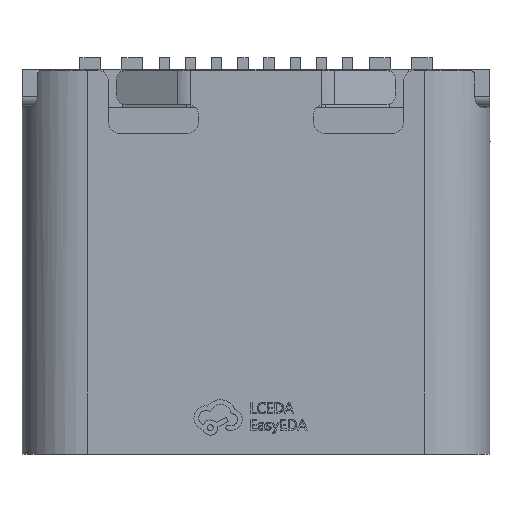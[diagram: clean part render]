
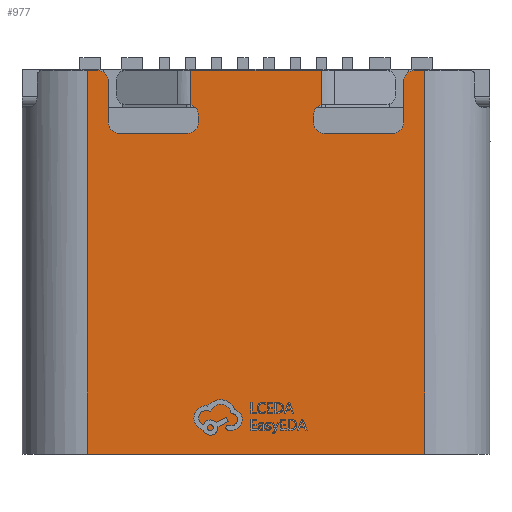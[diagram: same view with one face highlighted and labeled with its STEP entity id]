
A CAD part, top view. The second image highlights one B-rep face of the part: STEP entity #977.
In plain terms, the highlighted planar face has unit normal (0, 0, 1).
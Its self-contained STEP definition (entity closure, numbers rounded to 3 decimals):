
#735 = VERTEX_POINT('',#736);
#736 = CARTESIAN_POINT('',(1.1,1.49,3.26)
  );
#742 = EDGE_CURVE('',#743,#735,#745,.T.);
#743 = VERTEX_POINT('',#744);
#744 = CARTESIAN_POINT('',(1.1,1.34,3.26)
  );
#745 = LINE('',#746,#747);
#746 = CARTESIAN_POINT('',(1.1,1.14,3.26)
  );
#747 = VECTOR('',#748,1.);
#748 = DIRECTION('',(0.,1.,0.));
#767 = VERTEX_POINT('',#768);
#768 = CARTESIAN_POINT('',(3.22,2.34,3.26)
  );
#801 = VERTEX_POINT('',#802);
#802 = CARTESIAN_POINT('',(3.02,2.34,3.26)
  );
#808 = EDGE_CURVE('',#767,#801,#809,.T.);
#809 = LINE('',#810,#811);
#810 = CARTESIAN_POINT('',(-3.22,2.34,3.26)
  );
#811 = VECTOR('',#812,1.);
#812 = DIRECTION('',(-1.,0.,0.));
#977 = ADVANCED_FACE('',(#978),#1146,.T.);
#978 = FACE_BOUND('',#979,.T.);
#979 = EDGE_LOOP('',(#980,#990,#998,#1007,#1015,#1024,#1032,#1041,#1049,
    #1058,#1066,#1074,#1082,#1088,#1089,#1098,#1106,#1115,#1123,#1130,
    #1131,#1140));
#980 = ORIENTED_EDGE('',*,*,#981,.T.);
#981 = EDGE_CURVE('',#982,#984,#986,.T.);
#982 = VERTEX_POINT('',#983);
#983 = CARTESIAN_POINT('',(1.246,2.34,3.26)
  );
#984 = VERTEX_POINT('',#985);
#985 = CARTESIAN_POINT('',(-1.246,2.34,3.26
    ));
#986 = LINE('',#987,#988);
#987 = CARTESIAN_POINT('',(-1.1,2.34,3.26
    ));
#988 = VECTOR('',#989,1.);
#989 = DIRECTION('',(-1.,0.,0.));
#990 = ORIENTED_EDGE('',*,*,#991,.F.);
#991 = EDGE_CURVE('',#992,#984,#994,.T.);
#992 = VERTEX_POINT('',#993);
#993 = CARTESIAN_POINT('',(-1.246,1.683,3.26
    ));
#994 = LINE('',#995,#996);
#995 = CARTESIAN_POINT('',(-1.246,1.69,3.26
    ));
#996 = VECTOR('',#997,1.);
#997 = DIRECTION('',(0.,1.,0.));
#998 = ORIENTED_EDGE('',*,*,#999,.F.);
#999 = EDGE_CURVE('',#1000,#992,#1002,.T.);
#1000 = VERTEX_POINT('',#1001);
#1001 = CARTESIAN_POINT('',(-1.1,1.49,
    3.26));
#1002 = CIRCLE('',#1003,0.2);
#1003 = AXIS2_PLACEMENT_3D('',#1004,#1005,#1006);
#1004 = CARTESIAN_POINT('',(-1.3,1.49,
    3.26));
#1005 = DIRECTION('',(0.,0.,1.));
#1006 = DIRECTION('',(0.,-1.,0.));
#1007 = ORIENTED_EDGE('',*,*,#1008,.F.);
#1008 = EDGE_CURVE('',#1009,#1000,#1011,.T.);
#1009 = VERTEX_POINT('',#1010);
#1010 = CARTESIAN_POINT('',(-1.1,1.34,
    3.26));
#1011 = LINE('',#1012,#1013);
#1012 = CARTESIAN_POINT('',(-1.1,1.14,
    3.26));
#1013 = VECTOR('',#1014,1.);
#1014 = DIRECTION('',(0.,1.,0.));
#1015 = ORIENTED_EDGE('',*,*,#1016,.F.);
#1016 = EDGE_CURVE('',#1017,#1009,#1019,.T.);
#1017 = VERTEX_POINT('',#1018);
#1018 = CARTESIAN_POINT('',(-1.3,1.14,
    3.26));
#1019 = CIRCLE('',#1020,0.2);
#1020 = AXIS2_PLACEMENT_3D('',#1021,#1022,#1023);
#1021 = CARTESIAN_POINT('',(-1.3,1.34,
    3.26));
#1022 = DIRECTION('',(0.,0.,1.));
#1023 = DIRECTION('',(0.,-1.,0.));
#1024 = ORIENTED_EDGE('',*,*,#1025,.T.);
#1025 = EDGE_CURVE('',#1017,#1026,#1028,.T.);
#1026 = VERTEX_POINT('',#1027);
#1027 = CARTESIAN_POINT('',(-2.62,1.14,
    3.26));
#1028 = LINE('',#1029,#1030);
#1029 = CARTESIAN_POINT('',(-2.82,1.14,
    3.26));
#1030 = VECTOR('',#1031,1.);
#1031 = DIRECTION('',(-1.,0.,0.));
#1032 = ORIENTED_EDGE('',*,*,#1033,.F.);
#1033 = EDGE_CURVE('',#1034,#1026,#1036,.T.);
#1034 = VERTEX_POINT('',#1035);
#1035 = CARTESIAN_POINT('',(-2.82,1.34,
    3.26));
#1036 = CIRCLE('',#1037,0.2);
#1037 = AXIS2_PLACEMENT_3D('',#1038,#1039,#1040);
#1038 = CARTESIAN_POINT('',(-2.62,1.34,
    3.26));
#1039 = DIRECTION('',(0.,0.,1.));
#1040 = DIRECTION('',(0.,-1.,0.));
#1041 = ORIENTED_EDGE('',*,*,#1042,.T.);
#1042 = EDGE_CURVE('',#1034,#1043,#1045,.T.);
#1043 = VERTEX_POINT('',#1044);
#1044 = CARTESIAN_POINT('',(-2.82,2.14,
    3.26));
#1045 = LINE('',#1046,#1047);
#1046 = CARTESIAN_POINT('',(-2.82,2.34,
    3.26));
#1047 = VECTOR('',#1048,1.);
#1048 = DIRECTION('',(0.,1.,0.));
#1049 = ORIENTED_EDGE('',*,*,#1050,.F.);
#1050 = EDGE_CURVE('',#1051,#1043,#1053,.T.);
#1051 = VERTEX_POINT('',#1052);
#1052 = CARTESIAN_POINT('',(-3.02,2.34,
    3.26));
#1053 = CIRCLE('',#1054,0.2);
#1054 = AXIS2_PLACEMENT_3D('',#1055,#1056,#1057);
#1055 = CARTESIAN_POINT('',(-3.02,2.14,
    3.26));
#1056 = DIRECTION('',(0.,0.,-1.));
#1057 = DIRECTION('',(0.,-1.,0.));
#1058 = ORIENTED_EDGE('',*,*,#1059,.F.);
#1059 = EDGE_CURVE('',#1060,#1051,#1062,.T.);
#1060 = VERTEX_POINT('',#1061);
#1061 = CARTESIAN_POINT('',(-3.22,2.34,3.26
    ));
#1062 = LINE('',#1063,#1064);
#1063 = CARTESIAN_POINT('',(3.22,2.34,3.26)
  );
#1064 = VECTOR('',#1065,1.);
#1065 = DIRECTION('',(1.,0.,0.));
#1066 = ORIENTED_EDGE('',*,*,#1067,.T.);
#1067 = EDGE_CURVE('',#1060,#1068,#1070,.T.);
#1068 = VERTEX_POINT('',#1069);
#1069 = CARTESIAN_POINT('',(-3.22,-4.99,
    3.26));
#1070 = LINE('',#1071,#1072);
#1071 = CARTESIAN_POINT('',(-3.22,2.34,3.26
    ));
#1072 = VECTOR('',#1073,1.);
#1073 = DIRECTION('',(0.,-1.,0.));
#1074 = ORIENTED_EDGE('',*,*,#1075,.F.);
#1075 = EDGE_CURVE('',#1076,#1068,#1078,.T.);
#1076 = VERTEX_POINT('',#1077);
#1077 = CARTESIAN_POINT('',(3.22,-4.99,3.26
    ));
#1078 = LINE('',#1079,#1080);
#1079 = CARTESIAN_POINT('',(-3.22,-4.99,
    3.26));
#1080 = VECTOR('',#1081,1.);
#1081 = DIRECTION('',(-1.,0.,0.));
#1082 = ORIENTED_EDGE('',*,*,#1083,.F.);
#1083 = EDGE_CURVE('',#767,#1076,#1084,.T.);
#1084 = LINE('',#1085,#1086);
#1085 = CARTESIAN_POINT('',(3.22,2.34,3.26)
  );
#1086 = VECTOR('',#1087,1.);
#1087 = DIRECTION('',(0.,-1.,0.));
#1088 = ORIENTED_EDGE('',*,*,#808,.T.);
#1089 = ORIENTED_EDGE('',*,*,#1090,.T.);
#1090 = EDGE_CURVE('',#801,#1091,#1093,.T.);
#1091 = VERTEX_POINT('',#1092);
#1092 = CARTESIAN_POINT('',(2.82,2.14,3.26
    ));
#1093 = CIRCLE('',#1094,0.2);
#1094 = AXIS2_PLACEMENT_3D('',#1095,#1096,#1097);
#1095 = CARTESIAN_POINT('',(3.02,2.14,3.26
    ));
#1096 = DIRECTION('',(0.,0.,1.));
#1097 = DIRECTION('',(0.,-1.,0.));
#1098 = ORIENTED_EDGE('',*,*,#1099,.F.);
#1099 = EDGE_CURVE('',#1100,#1091,#1102,.T.);
#1100 = VERTEX_POINT('',#1101);
#1101 = CARTESIAN_POINT('',(2.82,1.34,3.26
    ));
#1102 = LINE('',#1103,#1104);
#1103 = CARTESIAN_POINT('',(2.82,2.34,3.26
    ));
#1104 = VECTOR('',#1105,1.);
#1105 = DIRECTION('',(0.,1.,0.));
#1106 = ORIENTED_EDGE('',*,*,#1107,.T.);
#1107 = EDGE_CURVE('',#1100,#1108,#1110,.T.);
#1108 = VERTEX_POINT('',#1109);
#1109 = CARTESIAN_POINT('',(2.62,1.14,3.26
    ));
#1110 = CIRCLE('',#1111,0.2);
#1111 = AXIS2_PLACEMENT_3D('',#1112,#1113,#1114);
#1112 = CARTESIAN_POINT('',(2.62,1.34,3.26
    ));
#1113 = DIRECTION('',(0.,0.,-1.));
#1114 = DIRECTION('',(0.,-1.,0.));
#1115 = ORIENTED_EDGE('',*,*,#1116,.F.);
#1116 = EDGE_CURVE('',#1117,#1108,#1119,.T.);
#1117 = VERTEX_POINT('',#1118);
#1118 = CARTESIAN_POINT('',(1.3,1.14,3.26
    ));
#1119 = LINE('',#1120,#1121);
#1120 = CARTESIAN_POINT('',(2.82,1.14,3.26
    ));
#1121 = VECTOR('',#1122,1.);
#1122 = DIRECTION('',(1.,0.,0.));
#1123 = ORIENTED_EDGE('',*,*,#1124,.T.);
#1124 = EDGE_CURVE('',#1117,#743,#1125,.T.);
#1125 = CIRCLE('',#1126,0.2);
#1126 = AXIS2_PLACEMENT_3D('',#1127,#1128,#1129);
#1127 = CARTESIAN_POINT('',(1.3,1.34,3.26
    ));
#1128 = DIRECTION('',(0.,0.,-1.));
#1129 = DIRECTION('',(0.,-1.,0.));
#1130 = ORIENTED_EDGE('',*,*,#742,.T.);
#1131 = ORIENTED_EDGE('',*,*,#1132,.T.);
#1132 = EDGE_CURVE('',#735,#1133,#1135,.T.);
#1133 = VERTEX_POINT('',#1134);
#1134 = CARTESIAN_POINT('',(1.246,1.683,3.26
    ));
#1135 = CIRCLE('',#1136,0.2);
#1136 = AXIS2_PLACEMENT_3D('',#1137,#1138,#1139);
#1137 = CARTESIAN_POINT('',(1.3,1.49,3.26
    ));
#1138 = DIRECTION('',(0.,0.,-1.));
#1139 = DIRECTION('',(0.,-1.,0.));
#1140 = ORIENTED_EDGE('',*,*,#1141,.T.);
#1141 = EDGE_CURVE('',#1133,#982,#1142,.T.);
#1142 = LINE('',#1143,#1144);
#1143 = CARTESIAN_POINT('',(1.246,1.69,3.26
    ));
#1144 = VECTOR('',#1145,1.);
#1145 = DIRECTION('',(0.,1.,0.));
#1146 = PLANE('',#1147);
#1147 = AXIS2_PLACEMENT_3D('',#1148,#1149,#1150);
#1148 = CARTESIAN_POINT('',(-3.22,2.34,3.26
    ));
#1149 = DIRECTION('',(0.,0.,1.));
#1150 = DIRECTION('',(0.,-1.,0.));
